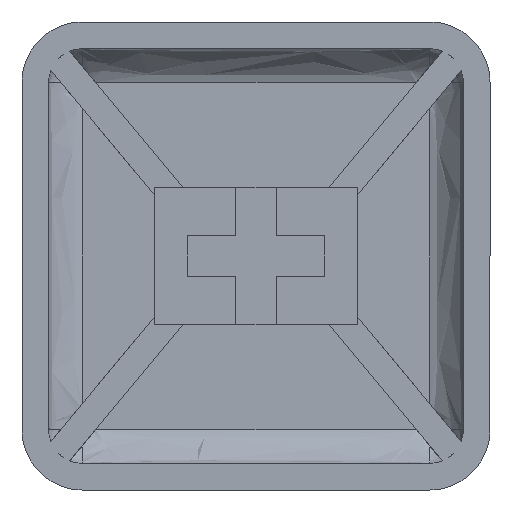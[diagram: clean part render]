
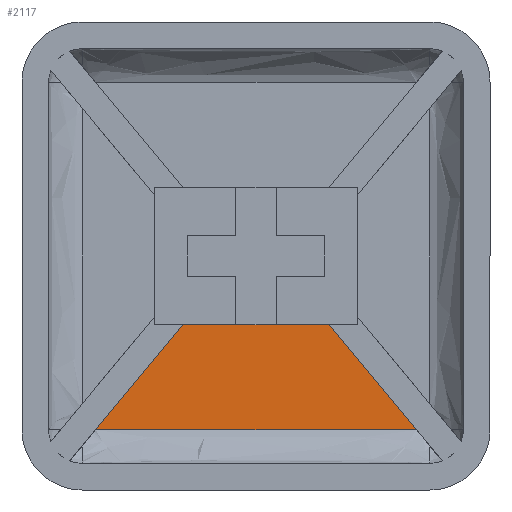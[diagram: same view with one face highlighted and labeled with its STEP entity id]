
A CAD part, front view. The second image highlights one B-rep face of the part: STEP entity #2117.
In plain terms, the highlighted planar face has unit normal (0, -1, 0).
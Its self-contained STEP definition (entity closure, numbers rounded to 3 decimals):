
#51 = DIRECTION ( 'NONE',  ( 0., 0., 1. ) ) ;
#66 = DIRECTION ( 'NONE',  ( 1., 0., 0. ) ) ;
#264 = CARTESIAN_POINT ( 'NONE',  ( 5.2, 1.8, -5.2 ) ) ;
#333 = B_SPLINE_CURVE_WITH_KNOTS ( 'NONE', 3,
 ( #2323, #1884, #2337, #2118 ),
 .UNSPECIFIED., .F., .F.,
 ( 4, 4 ),
 ( 0., 1. ),
 .UNSPECIFIED. ) ;
#399 = LINE ( 'NONE', #1484, #1893 ) ;
#478 = VECTOR ( 'NONE', #777, 1000. ) ;
#646 = CARTESIAN_POINT ( 'NONE',  ( -4.8, 1.8, -5.2 ) ) ;
#762 = CARTESIAN_POINT ( 'NONE',  ( 2.183, 1.8, -2.05 ) ) ;
#777 = DIRECTION ( 'NONE',  ( -0.639, 0., 0.769 ) ) ;
#809 = ORIENTED_EDGE ( 'NONE', *, *, #2722, .T. ) ;
#835 = LINE ( 'NONE', #2614, #478 ) ;
#839 = AXIS2_PLACEMENT_3D ( 'NONE', #264, #1143, #51 ) ;
#1064 = EDGE_CURVE ( 'NONE', #1236, #2144, #399, .T. ) ;
#1143 = DIRECTION ( 'NONE',  ( 0., 1., 0. ) ) ;
#1236 = VERTEX_POINT ( 'NONE', #1404 ) ;
#1404 = CARTESIAN_POINT ( 'NONE',  ( -2.183, 1.8, -2.05 ) ) ;
#1430 = ORIENTED_EDGE ( 'NONE', *, *, #2760, .T. ) ;
#1454 = ORIENTED_EDGE ( 'NONE', *, *, #1064, .T. ) ;
#1474 = ORIENTED_EDGE ( 'NONE', *, *, #2164, .F. ) ;
#1484 = CARTESIAN_POINT ( 'NONE',  ( -5.599, 1.8, -6.163 ) ) ;
#1884 = CARTESIAN_POINT ( 'NONE',  ( -1.6, 1.8, -5.2 ) ) ;
#1893 = VECTOR ( 'NONE', #2370, 1000. ) ;
#1925 = VERTEX_POINT ( 'NONE', #2245 ) ;
#1950 = VERTEX_POINT ( 'NONE', #762 ) ;
#1977 = EDGE_LOOP ( 'NONE', ( #1454, #1430, #809, #1474 ) ) ;
#2072 = CARTESIAN_POINT ( 'NONE',  ( -2.19, 1.8, -2.05 ) ) ;
#2117 = ADVANCED_FACE ( 'NONE', ( #2465 ), #2251, .F. ) ;
#2118 = CARTESIAN_POINT ( 'NONE',  ( 4.8, 1.8, -5.2 ) ) ;
#2144 = VERTEX_POINT ( 'NONE', #646 ) ;
#2164 = EDGE_CURVE ( 'NONE', #1236, #1950, #2764, .T. ) ;
#2245 = CARTESIAN_POINT ( 'NONE',  ( 4.8, 1.8, -5.2 ) ) ;
#2251 = PLANE ( 'NONE',  #839 ) ;
#2323 = CARTESIAN_POINT ( 'NONE',  ( -4.8, 1.8, -5.2 ) ) ;
#2337 = CARTESIAN_POINT ( 'NONE',  ( 1.6, 1.8, -5.2 ) ) ;
#2370 = DIRECTION ( 'NONE',  ( -0.639, 0., -0.769 ) ) ;
#2416 = VECTOR ( 'NONE', #66, 1000. ) ;
#2465 = FACE_OUTER_BOUND ( 'NONE', #1977, .T. ) ;
#2614 = CARTESIAN_POINT ( 'NONE',  ( 0.692, 1.8, -0.256 ) ) ;
#2722 = EDGE_CURVE ( 'NONE', #1925, #1950, #835, .T. ) ;
#2760 = EDGE_CURVE ( 'NONE', #2144, #1925, #333, .T. ) ;
#2764 = LINE ( 'NONE', #2072, #2416 ) ;
